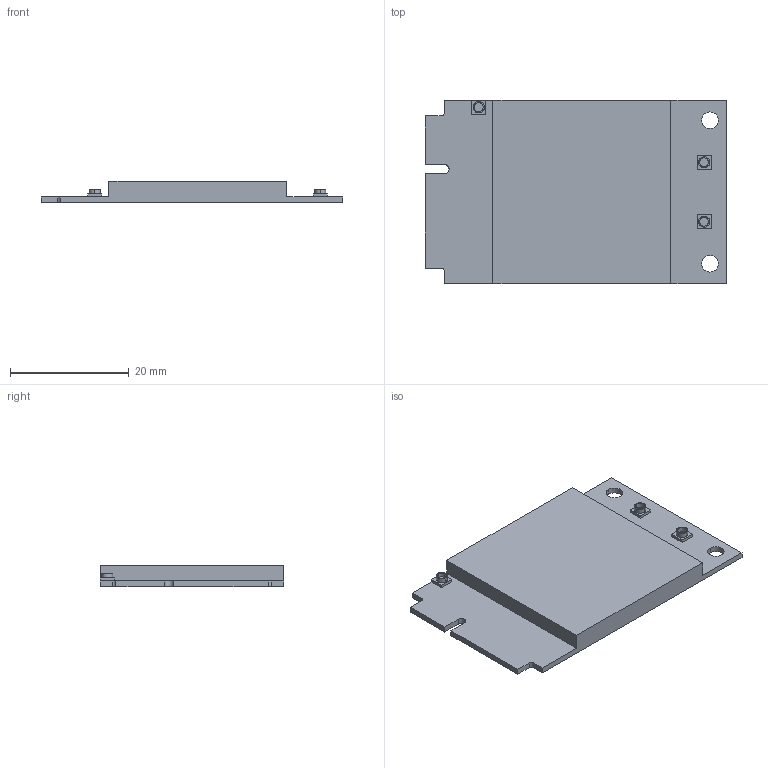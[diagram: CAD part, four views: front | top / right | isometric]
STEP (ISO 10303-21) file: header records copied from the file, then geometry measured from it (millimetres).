
FILE_DESCRIPTION((''),'2;1');
FILE_NAME('0-PCIE','2023-11-20T14:59:48',('HR'),(''),'CREO PARAMETRIC BY PTC INC, 2019010','CREO PARAMETRIC BY PTC INC, 2019010','');
FILE_SCHEMA(('AUTOMOTIVE_DESIGN { 1 0 10303 214 1 1 1 1 }'));
Length unit declared in the file: millimetre
Products named in the file (1): 0-PCIE
Bounding box: 50.8 x 31 x 3.65 mm (x, y, z)
Volume: 4015.6 mm3; surface area: 3631.2 mm2
Topology: 1 solids, 1 shells, 56 faces, 138 edges, 92 vertices
Faces by surface type: plane 37, cylinder 18, extrusion 1
Entity records: 1730 total; most frequent: CARTESIAN_POINT 297, DIRECTION 283, ORIENTED_EDGE 276, EDGE_CURVE 138, VECTOR 101, LINE 100, VERTEX_POINT 92, AXIS2_PLACEMENT_3D 91
